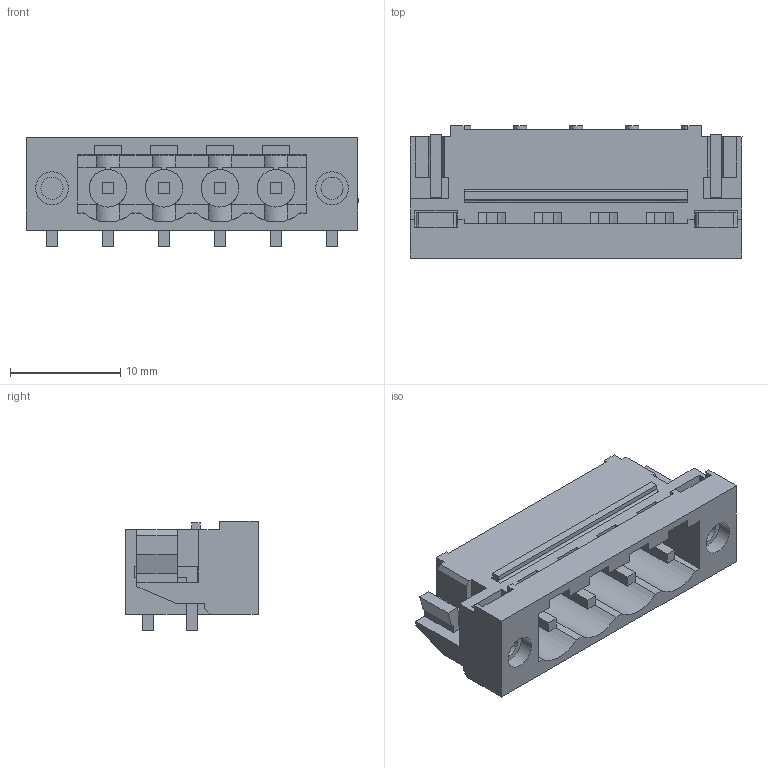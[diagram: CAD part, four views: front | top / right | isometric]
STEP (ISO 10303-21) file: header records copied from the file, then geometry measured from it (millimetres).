
FILE_DESCRIPTION(('CATIA V5R22 STEP214','CAx-IF Rec.Pracs.--- Model Styling and Organization---1.4--- 2014-01-23'),'2;1');
FILE_NAME ('D1455873_1_1775252001_1775252001.stp','2023-05-11T06:53:51+00:00',('none'),('Weidmueller'),'CATIA Version 5-6 Release 2016 SP3 HF44','CATIA V5 STEP AP214','none');
FILE_SCHEMA(('AUTOMOTIVE_DESIGN { 1 0 10303 214 1 1 1 1 }'));
Length unit declared in the file: millimetre
Products named in the file (1): 1775262001
Bounding box: 30.12 x 12 x 9.93 mm (x, y, z)
Volume: 1329.8 mm3; surface area: 2830.6 mm2
Topology: 9 solids, 9 shells, 382 faces, 1114 edges, 734 vertices
Faces by surface type: plane 301, cylinder 63, extrusion 10, cone 8
Entity records: 12242 total; most frequent: CARTESIAN_POINT 2731, ORIENTED_EDGE 2228, DIRECTION 1522, EDGE_CURVE 1114, VECTOR 876, LINE 866, VERTEX_POINT 734, EDGE_LOOP 410
